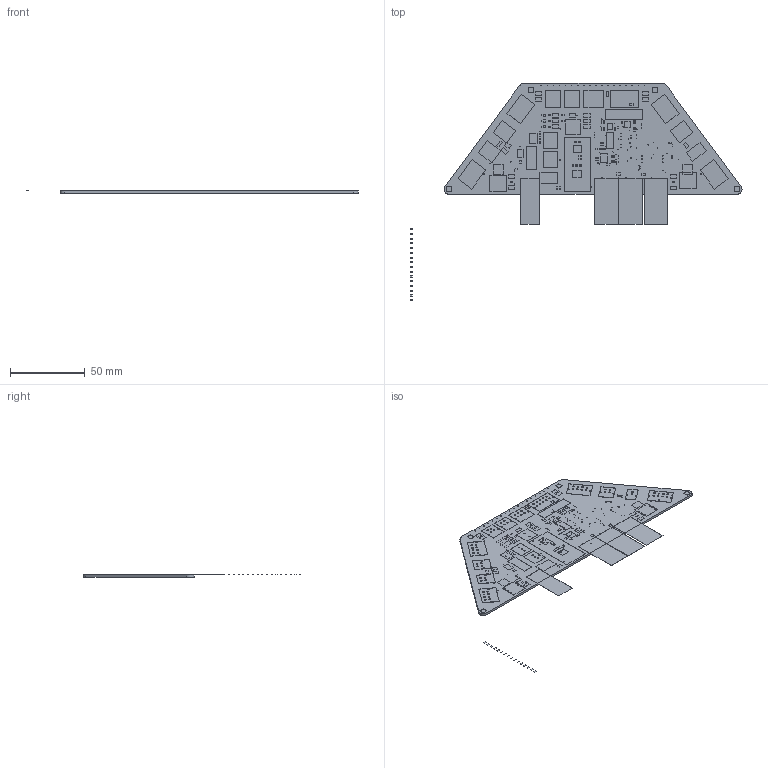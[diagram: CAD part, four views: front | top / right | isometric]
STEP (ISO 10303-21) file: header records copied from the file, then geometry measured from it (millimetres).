
FILE_DESCRIPTION(/* description */ (''),/* implementation_level */ '2;1');
FILE_NAME(/* name */ '57f55ad6-eca8-4705-966e-57a8efcc3d69.stp',/* time_stamp */ '2023-12-10T21:25:08Z',/* author */ (''),/* organization */ (''),/* preprocessor_version */ 'ST-DEVELOPER v20',/* originating_system */ 'Autodesk Translation Framework v12.14.0.127',/* authorisation */ '');
FILE_SCHEMA (('AUTOMOTIVE_DESIGN { 1 0 10303 214 3 1 1 }'));
Length unit declared in the file: millimetre
Products named in the file (34): 57f55ad6-eca8-4705-966e-57a8efcc3d69; PCB Component; Board; VOLTAGE_REGULATOR_MODULE_OKI-78SR_5V; TEENSY_4.0SM; CAPACITOR_0805_50V_10UF; CAPACITOR_0603_10V_1UF; CAPACITOR_ELECTROLYTIC_EEH_AZS_470UF; TVS_DO-214AA_30V; TVS_DO-219AB_14V; TVS_BIDIRECTIONAL_DUAL; TVS_BIDIRECTIONAL_DUALRS422; LED_0603_GREEN; SCHOTTKY_1206_40V; CONNECTOR-2_MICROFIT_SMD_RIGHTANGLE_02_SINGLE_BLACK; CONNECTOR-6_μF_T_V_BLACK; CONNECTOR-8_μF_T_V_BLACK; CONNECTOR-4_μF_T_V_BLACK; CONNECTOR-10_MF_T_V_; CONNECTOR-4_μF_S_RA_; RESISTOR_0603_8.35K; 78613/3C_78613/3C; TEST_POINT; VOLTAGE_REGULATOR_SOT-223_3.3V; LTC6820; MAX3075; MCP3208; MAX3227; FUSE_HOLDER_MINIBLADESMD; LOGO_HYTECH_MEDIUM; LOGO_GT_MEDIUM; MOUNTING_M3; CONNECTOR-2_μF_T_V_BLACK; LOGO_HYTECH_SQUARE_LARGE
Assembly tree (133 placements, depth 3):
  57f55ad6-eca8-4705-966e-57a8efcc3d69
    PCB Component
      Board
      VOLTAGE_REGULATOR_MODULE_OKI-78SR_5V  x2
      TEENSY_4.0SM
      CAPACITOR_0805_50V_10UF  x3
      CAPACITOR_0603_10V_1UF  x33
      CAPACITOR_ELECTROLYTIC_EEH_AZS_470UF
      TVS_DO-214AA_30V
      TVS_DO-219AB_14V
      TVS_BIDIRECTIONAL_DUAL  x4
      TVS_BIDIRECTIONAL_DUALRS422  x2
      LED_0603_GREEN  x3
      SCHOTTKY_1206_40V
      CONNECTOR-2_MICROFIT_SMD_RIGHTANGLE_02_SINGLE_BLACK
      CONNECTOR-6_μF_T_V_BLACK
      CONNECTOR-8_μF_T_V_BLACK  x4
      CONNECTOR-4_μF_T_V_BLACK  x5
      CONNECTOR-10_MF_T_V_
      CONNECTOR-4_μF_S_RA_  x3
      RESISTOR_0603_8.35K  x28
      78613/3C_78613/3C  x2
      TEST_POINT  x17
      VOLTAGE_REGULATOR_SOT-223_3.3V
      LTC6820  x2
      MAX3075  x2
      MCP3208
      MAX3227
      FUSE_HOLDER_MINIBLADESMD
      LOGO_HYTECH_MEDIUM
      LOGO_GT_MEDIUM
      MOUNTING_M3  x4
      CONNECTOR-2_μF_T_V_BLACK
      LOGO_HYTECH_SQUARE_LARGE  x2
Bounding box: 222.35 x 145.81 x 1.77 mm (x, y, z)
Volume: 17899.9 mm3; surface area: 35674 mm2
Topology: 132 solids, 132 shells, 1092 faces, 2484 edges, 1656 vertices
Faces by surface type: plane 792, cylinder 300
Full cylindrical faces by diameter (mm): 0.2 x19, 0.25 x34, 0.35 x99, 0.45 x18, 0.6 x6, 0.65 x2, 0.991 x18, 1 x2, 1.067 x94, 3.4 x4
Entity records: 18762 total; most frequent: DIRECTION 3202, CARTESIAN_POINT 2799, ORIENTED_EDGE 2568, EDGE_CURVE 1284, AXIS2_PLACEMENT_3D 1259, EDGE_LOOP 1084, VERTEX_POINT 856, LINE 684
